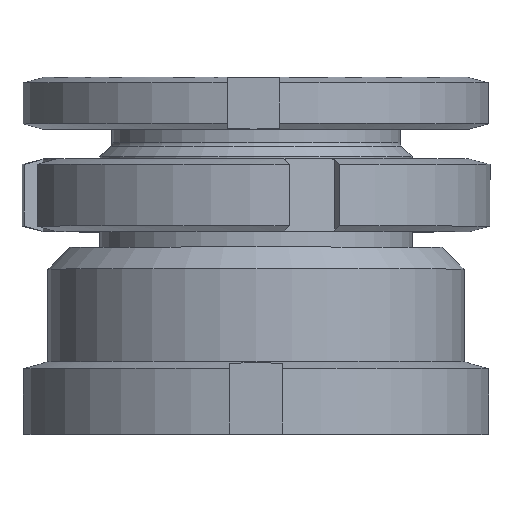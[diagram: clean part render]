
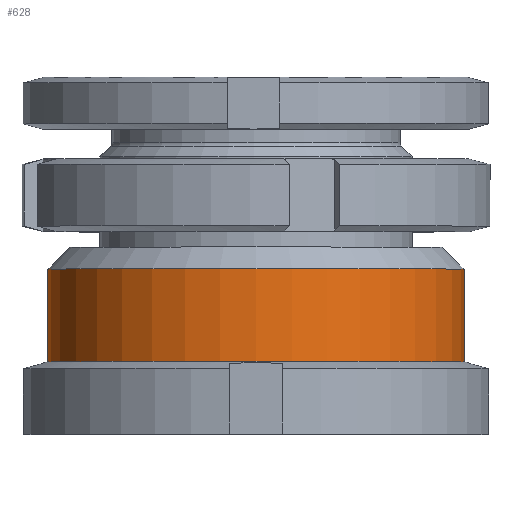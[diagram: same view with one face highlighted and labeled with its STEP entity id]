
A CAD part, top view. The second image highlights one B-rep face of the part: STEP entity #628.
In plain terms, the highlighted cylindrical face has radius 20 mm (diameter 40 mm), a partial arc.
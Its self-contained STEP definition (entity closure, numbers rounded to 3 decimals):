
#2 = CARTESIAN_POINT ( 'NONE',  ( 20., 14.929, 0. ) ) ;
#26 = ORIENTED_EDGE ( 'NONE', *, *, #2440, .T. ) ;
#80 = VERTEX_POINT ( 'NONE', #2508 ) ;
#264 = DIRECTION ( 'NONE',  ( -1., 0., 0. ) ) ;
#273 = VECTOR ( 'NONE', #486, 1000. ) ;
#486 = DIRECTION ( 'NONE',  ( 0., 1., 0. ) ) ;
#525 = EDGE_CURVE ( 'NONE', #3740, #80, #1498, .T. ) ;
#580 = CARTESIAN_POINT ( 'NONE',  ( 0., 14.929, 0. ) ) ;
#628 = ADVANCED_FACE ( 'NONE', ( #3768 ), #3127, .T. ) ;
#789 = AXIS2_PLACEMENT_3D ( 'NONE', #888, #2956, #2369 ) ;
#888 = CARTESIAN_POINT ( 'NONE',  ( 0., -4.968, 0. ) ) ;
#945 = EDGE_CURVE ( 'NONE', #1800, #1596, #1260, .T. ) ;
#978 = AXIS2_PLACEMENT_3D ( 'NONE', #580, #3537, #1168 ) ;
#996 = CARTESIAN_POINT ( 'NONE',  ( -20., -4.968, 0. ) ) ;
#1168 = DIRECTION ( 'NONE',  ( -1., 0., 0. ) ) ;
#1260 = CIRCLE ( 'NONE', #2047, 20. ) ;
#1284 = CARTESIAN_POINT ( 'NONE',  ( -20., 3.932, 0. ) ) ;
#1498 = CIRCLE ( 'NONE', #789, 20. ) ;
#1550 = ORIENTED_EDGE ( 'NONE', *, *, #2757, .F. ) ;
#1596 = VERTEX_POINT ( 'NONE', #3752 ) ;
#1800 = VERTEX_POINT ( 'NONE', #1284 ) ;
#1805 = DIRECTION ( 'NONE',  ( 0., 1., 0. ) ) ;
#1939 = DIRECTION ( 'NONE',  ( 0., 1., 0. ) ) ;
#2047 = AXIS2_PLACEMENT_3D ( 'NONE', #3709, #1939, #264 ) ;
#2077 = ORIENTED_EDGE ( 'NONE', *, *, #525, .T. ) ;
#2084 = LINE ( 'NONE', #3442, #273 ) ;
#2369 = DIRECTION ( 'NONE',  ( -1., 0., 0. ) ) ;
#2410 = VECTOR ( 'NONE', #1805, 1000. ) ;
#2440 = EDGE_CURVE ( 'NONE', #80, #1596, #3108, .T. ) ;
#2508 = CARTESIAN_POINT ( 'NONE',  ( 20., -4.968, 0. ) ) ;
#2757 = EDGE_CURVE ( 'NONE', #3740, #1800, #2084, .T. ) ;
#2956 = DIRECTION ( 'NONE',  ( 0., 1., 0. ) ) ;
#3108 = LINE ( 'NONE', #2, #2410 ) ;
#3127 = CYLINDRICAL_SURFACE ( 'NONE', #978, 20. ) ;
#3442 = CARTESIAN_POINT ( 'NONE',  ( -20., 14.929, 0. ) ) ;
#3481 = ORIENTED_EDGE ( 'NONE', *, *, #945, .F. ) ;
#3537 = DIRECTION ( 'NONE',  ( 0., 1., 0. ) ) ;
#3652 = EDGE_LOOP ( 'NONE', ( #2077, #26, #3481, #1550 ) ) ;
#3709 = CARTESIAN_POINT ( 'NONE',  ( 0., 3.932, 0. ) ) ;
#3740 = VERTEX_POINT ( 'NONE', #996 ) ;
#3752 = CARTESIAN_POINT ( 'NONE',  ( 20., 3.932, 0. ) ) ;
#3768 = FACE_OUTER_BOUND ( 'NONE', #3652, .T. ) ;
